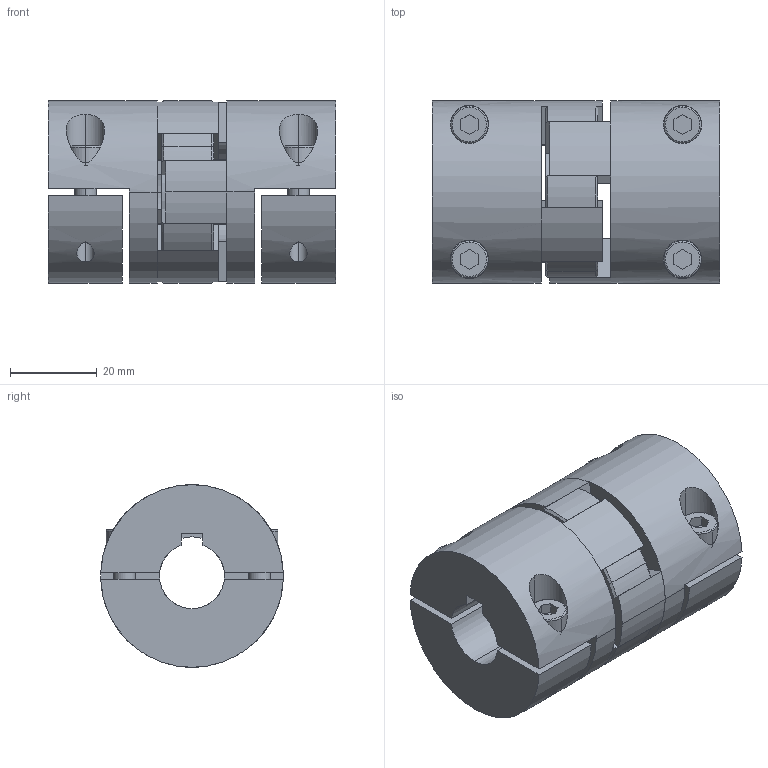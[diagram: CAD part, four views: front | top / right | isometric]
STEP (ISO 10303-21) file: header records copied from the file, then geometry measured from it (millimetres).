
FILE_DESCRIPTION(('STEP AP214'),'1');
FILE_NAME('cctmp_BEA86D58-BEB0-4E31-91BB-B9881A67651D_2023_06_14_13_09_14_0544..stp','2023-06-14T11:09:14',('R+W Antriebselemente GmbH'),('CADClick - www.CADClick.com'),'Spatial InterOp 3D',' ','unknown authorization');
FILE_SCHEMA(('AUTOMOTIVE_DESIGN'));
Length unit declared in the file: millimetre
Products named in the file (12): cc_unnamed; EKH/20/66/A/15-PFN/15-PFN_10; EKH/20/66/A/15-PFN/15-PFN_9; EKH/20/66/A/15-PFN/15-PFN_8; EKH/20/66/A/15-PFN/15-PFN_7; EKH/20/66/A/15-PFN/15-PFN_6; EKH/20/66/A/15-PFN/15-PFN_5; EKH/20/66/A/15-PFN/15-PFN_4; EKH/20/66/A/15-PFN/15-PFN_3; EKH/20/66/A/15-PFN/15-PFN_2; EKH/20/66/A/15-PFN/15-PFN_1; EKH/20/66/A/15-PFN/15-PFN
Assembly tree (11 placements, depth 2):
  cc_unnamed
    EKH/20/66/A/15-PFN/15-PFN_10
    EKH/20/66/A/15-PFN/15-PFN_9
    EKH/20/66/A/15-PFN/15-PFN_8
    EKH/20/66/A/15-PFN/15-PFN_7
    EKH/20/66/A/15-PFN/15-PFN_6
    EKH/20/66/A/15-PFN/15-PFN_5
    EKH/20/66/A/15-PFN/15-PFN_4
    EKH/20/66/A/15-PFN/15-PFN_3
    EKH/20/66/A/15-PFN/15-PFN_2
    EKH/20/66/A/15-PFN/15-PFN_1
    EKH/20/66/A/15-PFN/15-PFN
Bounding box: 66 x 42 x 42 mm (x, y, z)
Volume: 69759.9 mm3; surface area: 30093.7 mm2
Topology: 11 solids, 11 shells, 228 faces, 540 edges, 356 vertices
Faces by surface type: plane 110, cylinder 94, cone 16, torus 8
Entity records: 9309 total; most frequent: CARTESIAN_POINT 1664, DIRECTION 1216, ORIENTED_EDGE 1080, EDGE_CURVE 540, AXIS2_PLACEMENT_3D 452, VERTEX_POINT 356, LINE 312, VECTOR 312
